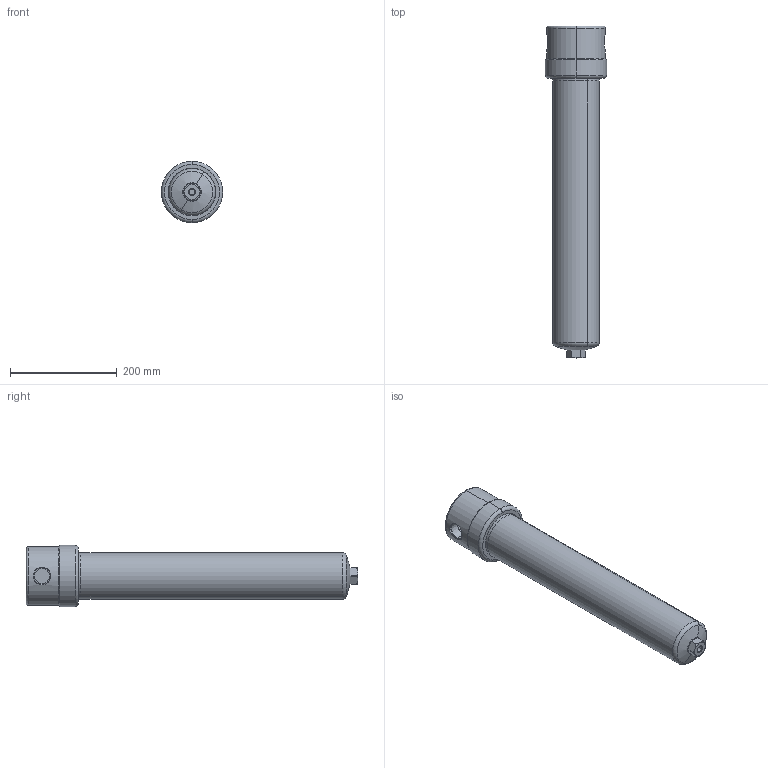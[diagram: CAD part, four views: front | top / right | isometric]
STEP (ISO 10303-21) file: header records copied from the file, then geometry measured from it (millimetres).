
FILE_DESCRIPTION (( 'STEP AP214' ), '1' );
FILE_NAME ('160 1NPT GA LAYOUT.STEP', '2017-11-20T13:26:04', ( '' ), ( '' ), 'SwSTEP 2.0', 'SolidWorks 2018', '' );
FILE_SCHEMA (( 'AUTOMOTIVE_DESIGN' ));
Length unit declared in the file: millimetre
Products named in the file (3): 160 1NPT GA LAYOUT; 160 Bowl; 150 1 NPT Head
Assembly tree (2 placements, depth 2):
  160 1NPT GA LAYOUT
    150 1 NPT Head
    160 Bowl
Bounding box: 115 x 622 x 115 mm (x, y, z)
Volume: 1649255 mm3; surface area: 358839.9 mm2
Topology: 2 solids, 2 shells, 146 faces, 326 edges, 194 vertices
Faces by surface type: plane 43, cone 40, cylinder 39, torus 16, bspline 6, sphere 2
Entity records: 5092 total; most frequent: CARTESIAN_POINT 1595, DIRECTION 742, ORIENTED_EDGE 644, EDGE_CURVE 322, AXIS2_PLACEMENT_3D 301, VERTEX_POINT 194, EDGE_LOOP 164, CIRCLE 156
